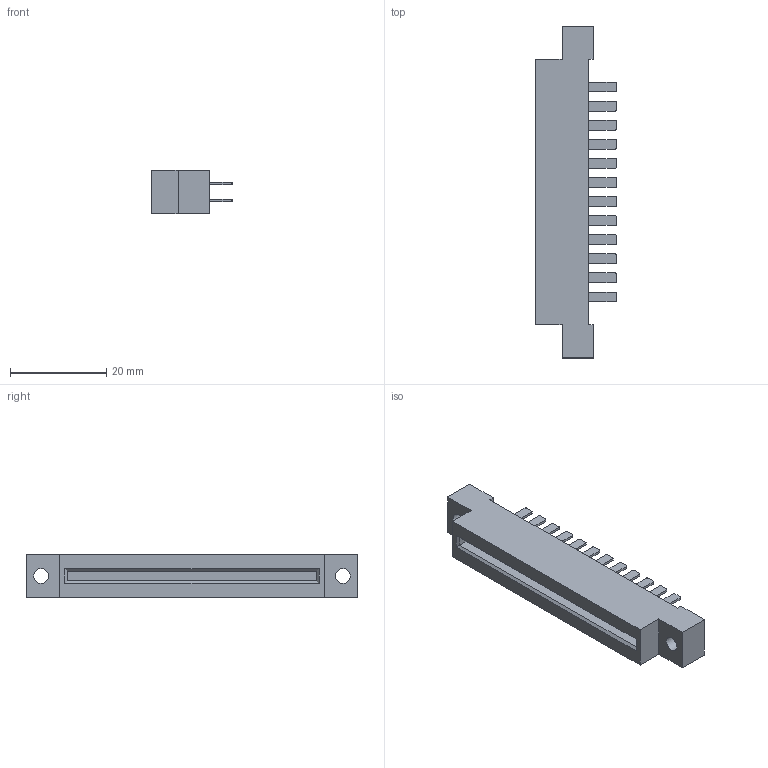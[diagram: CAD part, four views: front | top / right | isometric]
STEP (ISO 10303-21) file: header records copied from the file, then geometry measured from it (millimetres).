
FILE_DESCRIPTION(/* description */ (''),/* implementation_level */ '2;1');
FILE_NAME(/* name */ '805-24P.stp',/* time_stamp */ '2025-10-10T17:15:06+02:00',/* author */ (''),/* organization */ (''),/* preprocessor_version */ 'ST-DEVELOPER v15.2',/* originating_system */ 'Autodesk Translator Framework v2.0.0.5431',/* authorisation */ '');
FILE_SCHEMA (('AUTOMOTIVE_DESIGN { 1 0 10303 214 3 1 1 }'));
Length unit declared in the file: centimetre
Products named in the file (1): 804-24P
Bounding box: 16.8 x 68.96 x 9 mm (x, y, z)
Volume: 5517 mm3; surface area: 4432 mm2
Topology: 1 solids, 1 shells, 193 faces, 494 edges, 328 vertices
Faces by surface type: plane 143, cylinder 50
Full cylindrical faces by diameter (mm): 3.1 x2
Entity records: 5833 total; most frequent: CARTESIAN_POINT 1014, ORIENTED_EDGE 984, DIRECTION 980, EDGE_CURVE 492, LINE 392, VECTOR 392, VERTEX_POINT 328, AXIS2_PLACEMENT_3D 294
